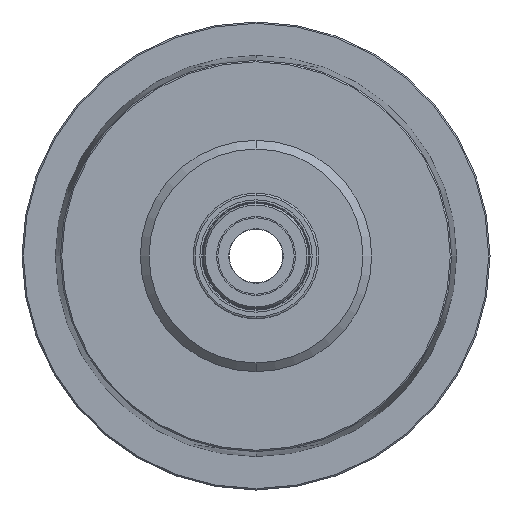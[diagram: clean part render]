
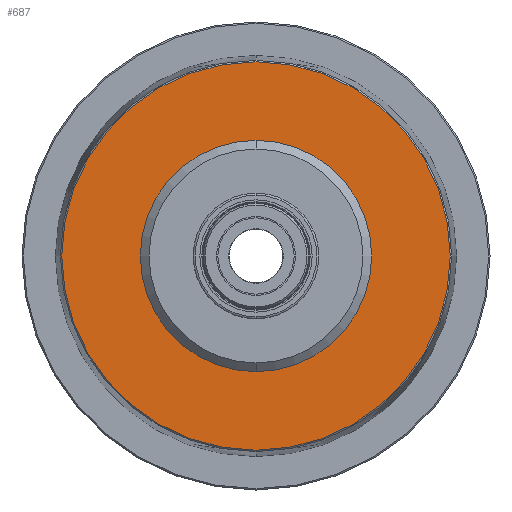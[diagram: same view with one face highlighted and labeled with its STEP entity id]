
A CAD part, front view. The second image highlights one B-rep face of the part: STEP entity #687.
In plain terms, the highlighted planar face has unit normal (0, -1, 0).
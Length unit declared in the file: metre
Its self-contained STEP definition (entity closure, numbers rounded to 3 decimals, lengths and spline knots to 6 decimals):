
#687=ADVANCED_FACE('0:4381',(#973,#974),#975,.T.);
#973=FACE_BOUND('',#1495,.T.);
#974=FACE_OUTER_BOUND('',#1496,.T.);
#975=PLANE('',#1497);
#1495=EDGE_LOOP('',(#2071,#2072));
#1496=EDGE_LOOP('',(#2073,#2074));
#1497=AXIS2_PLACEMENT_3D('',#2075,#2076,#2077);
#2071=ORIENTED_EDGE('',*,*,#3660,.T.);
#2072=ORIENTED_EDGE('',*,*,#3689,.T.);
#2073=ORIENTED_EDGE('',*,*,#3688,.F.);
#2074=ORIENTED_EDGE('',*,*,#3685,.F.);
#2075=CARTESIAN_POINT('',(0.,-0.023,0.058182));
#2076=DIRECTION('',(0.,-1.0,0.));
#2077=DIRECTION('',(0.,0.,-1.0));
#3660=EDGE_CURVE('0:4435',#4178,#4182,#4184,.T.);
#3685=EDGE_CURVE('0:4429',#4228,#4230,#4231,.T.);
#3688=EDGE_CURVE('0:4429',#4230,#4228,#4234,.T.);
#3689=EDGE_CURVE('0:4435',#4182,#4178,#4235,.T.);
#4178=VERTEX_POINT('',#5046);
#4182=VERTEX_POINT('',#5051);
#4184=CIRCLE('',#5054,0.04325);
#4228=VERTEX_POINT('',#5110);
#4230=VERTEX_POINT('',#5113);
#4231=CIRCLE('',#5114,0.072613);
#4234=CIRCLE('',#5118,0.072613);
#4235=CIRCLE('',#5119,0.04325);
#5046=CARTESIAN_POINT('',(0.,-0.023,0.04325));
#5051=CARTESIAN_POINT('',(0.,-0.023,-0.04325));
#5054=AXIS2_PLACEMENT_3D('',#6376,#6377,#6378);
#5110=CARTESIAN_POINT('',(0.,-0.023,-0.072613));
#5113=CARTESIAN_POINT('',(0.,-0.023,0.072613));
#5114=AXIS2_PLACEMENT_3D('',#6425,#6426,#6427);
#5118=AXIS2_PLACEMENT_3D('',#6432,#6433,#6434);
#5119=AXIS2_PLACEMENT_3D('',#6435,#6436,#6437);
#6376=CARTESIAN_POINT('',(0.,-0.023,0.0));
#6377=DIRECTION('',(0.,1.0,0.0));
#6378=DIRECTION('',(0.0,0.0,1.0));
#6425=CARTESIAN_POINT('',(0.,-0.023,0.));
#6426=DIRECTION('',(0.,1.0,0.));
#6427=DIRECTION('',(0.,0.,-1.0));
#6432=CARTESIAN_POINT('',(0.,-0.023,0.));
#6433=DIRECTION('',(0.,1.0,0.));
#6434=DIRECTION('',(0.,0.,-1.0));
#6435=CARTESIAN_POINT('',(0.,-0.023,0.0));
#6436=DIRECTION('',(0.,1.0,0.0));
#6437=DIRECTION('',(0.0,0.0,1.0));
